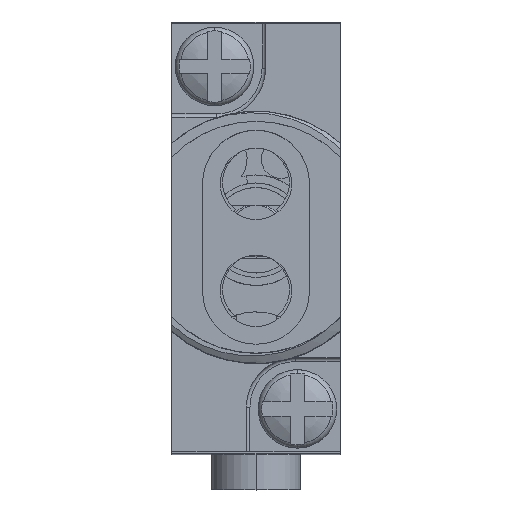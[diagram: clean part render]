
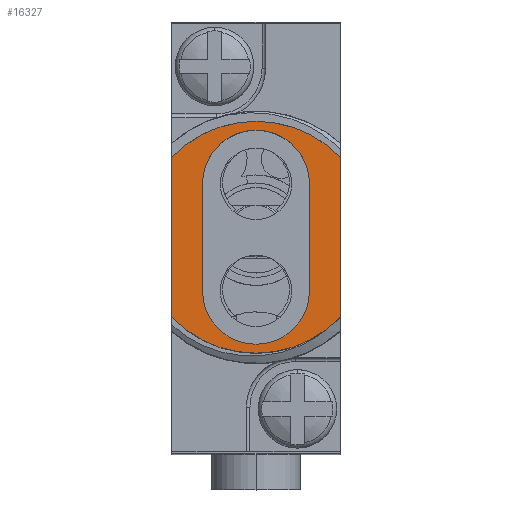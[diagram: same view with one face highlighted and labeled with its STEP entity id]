
A CAD part, top view. The second image highlights one B-rep face of the part: STEP entity #16327.
In plain terms, the highlighted planar face has unit normal (0, 0, 1).
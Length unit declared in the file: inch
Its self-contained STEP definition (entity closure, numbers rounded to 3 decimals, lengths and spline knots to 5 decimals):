
#4749=DIRECTION('',(0.,-1.,0.));
#4750=VECTOR('',#4749,0.4469);
#4751=CARTESIAN_POINT('',(-0.236,0.82845,0.95));
#4752=LINE('',#4751,#4750);
#4753=CARTESIAN_POINT('',(0.,0.605,0.95));
#4754=DIRECTION('',(0.,0.,1.));
#4755=DIRECTION('',(0.726,0.688,0.));
#4756=AXIS2_PLACEMENT_3D('',#4753,#4754,#4755);
#4758=DIRECTION('',(0.,1.,0.));
#4759=VECTOR('',#4758,0.4469);
#4760=CARTESIAN_POINT('',(0.236,0.38155,0.95));
#4761=LINE('',#4760,#4759);
#4762=CARTESIAN_POINT('',(0.,0.605,0.95));
#4763=DIRECTION('',(0.,0.,1.));
#4764=DIRECTION('',(-0.726,-0.688,0.));
#4765=AXIS2_PLACEMENT_3D('',#4762,#4763,#4764);
#4767=CARTESIAN_POINT('',(0.,0.755,0.95));
#4768=DIRECTION('',(0.,0.,1.));
#4769=DIRECTION('',(1.,0.,0.));
#4770=AXIS2_PLACEMENT_3D('',#4767,#4768,#4769);
#4772=DIRECTION('',(0.,-1.,0.));
#4773=VECTOR('',#4772,0.3);
#4774=CARTESIAN_POINT('',(-0.15,0.755,0.95));
#4775=LINE('',#4774,#4773);
#4776=CARTESIAN_POINT('',(0.,0.455,0.95));
#4777=DIRECTION('',(0.,0.,1.));
#4778=DIRECTION('',(-1.,0.,0.));
#4779=AXIS2_PLACEMENT_3D('',#4776,#4777,#4778);
#4781=DIRECTION('',(0.,1.,0.));
#4782=VECTOR('',#4781,0.3);
#4783=CARTESIAN_POINT('',(0.15,0.455,0.95));
#4784=LINE('',#4783,#4782);
#9979=CARTESIAN_POINT('',(-0.236,0.38155,0.95));
#9980=CARTESIAN_POINT('',(0.236,0.38155,0.95));
#9981=VERTEX_POINT('',#9979);
#9982=VERTEX_POINT('',#9980);
#9983=CARTESIAN_POINT('',(0.236,0.82845,0.95));
#9984=CARTESIAN_POINT('',(-0.236,0.82845,0.95));
#9985=VERTEX_POINT('',#9983);
#9986=VERTEX_POINT('',#9984);
#10076=CARTESIAN_POINT('',(0.15,0.755,0.95));
#10077=CARTESIAN_POINT('',(-0.15,0.755,0.95));
#10078=VERTEX_POINT('',#10076);
#10079=VERTEX_POINT('',#10077);
#10080=CARTESIAN_POINT('',(-0.15,0.455,0.95));
#10081=VERTEX_POINT('',#10080);
#10082=CARTESIAN_POINT('',(0.15,0.455,0.95));
#10083=VERTEX_POINT('',#10082);
#16305=CARTESIAN_POINT('',(-0.236,0.005,0.95));
#16306=DIRECTION('',(0.,0.,1.));
#16307=DIRECTION('',(1.,0.,0.));
#16308=AXIS2_PLACEMENT_3D('',#16305,#16306,#16307);
#16309=PLANE('',#16308);
#16310=ORIENTED_EDGE('',*,*,#13896,.F.);
#16312=ORIENTED_EDGE('',*,*,#16311,.F.);
#16313=ORIENTED_EDGE('',*,*,#14219,.F.);
#16314=ORIENTED_EDGE('',*,*,#16283,.F.);
#16315=EDGE_LOOP('',(#16310,#16312,#16313,#16314));
#16316=FACE_OUTER_BOUND('',#16315,.F.);
#16318=ORIENTED_EDGE('',*,*,#16317,.T.);
#16320=ORIENTED_EDGE('',*,*,#16319,.T.);
#16322=ORIENTED_EDGE('',*,*,#16321,.T.);
#16324=ORIENTED_EDGE('',*,*,#16323,.T.);
#16325=EDGE_LOOP('',(#16318,#16320,#16322,#16324));
#16326=FACE_BOUND('',#16325,.F.);
#16327=ADVANCED_FACE('',(#16316,#16326),#16309,.T.);
#4757=CIRCLE('',#4756,0.325);
#4766=CIRCLE('',#4765,0.325);
#4771=CIRCLE('',#4770,0.15);
#4780=CIRCLE('',#4779,0.15);
#13896=EDGE_CURVE('',#9986,#9981,#4752,.T.);
#14219=EDGE_CURVE('',#9982,#9985,#4761,.T.);
#16283=EDGE_CURVE('',#9981,#9982,#4766,.T.);
#16311=EDGE_CURVE('',#9985,#9986,#4757,.T.);
#16317=EDGE_CURVE('',#10078,#10079,#4771,.T.);
#16319=EDGE_CURVE('',#10079,#10081,#4775,.T.);
#16321=EDGE_CURVE('',#10081,#10083,#4780,.T.);
#16323=EDGE_CURVE('',#10083,#10078,#4784,.T.);
